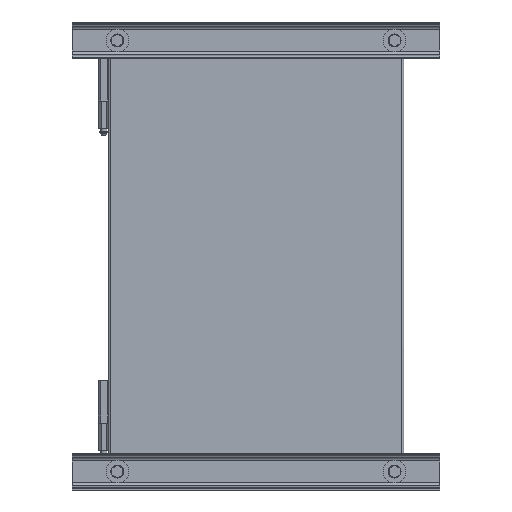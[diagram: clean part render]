
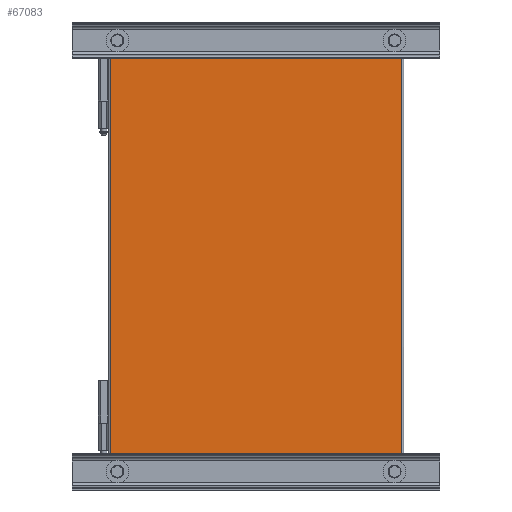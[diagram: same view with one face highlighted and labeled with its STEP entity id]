
A CAD part, front view. The second image highlights one B-rep face of the part: STEP entity #67083.
In plain terms, the highlighted face is planar.
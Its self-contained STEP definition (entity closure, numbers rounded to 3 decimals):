
#28 = CARTESIAN_POINT ( 'NONE',  ( 196.084, -365., 0. ) ) ;
#122 = CARTESIAN_POINT ( 'NONE',  ( 204., -329., 0. ) ) ;
#586 = AXIS2_PLACEMENT_3D ( 'NONE', #5592, #65191, #14176 ) ;
#830 = CARTESIAN_POINT ( 'NONE',  ( -204., -321.084, 0. ) ) ;
#2444 = EDGE_CURVE ( 'NONE', #13828, #108298, #55283, .T. ) ;
#2614 = DIRECTION ( 'NONE',  ( 0., 0., 1. ) ) ;
#2890 = LINE ( 'NONE', #27025, #90813 ) ;
#4808 = DIRECTION ( 'NONE',  ( 0., 1., 0. ) ) ;
#5226 = AXIS2_PLACEMENT_3D ( 'NONE', #70041, #2614, #62200 ) ;
#5592 = CARTESIAN_POINT ( 'NONE',  ( -204., -329., 0. ) ) ;
#5936 = EDGE_CURVE ( 'NONE', #39769, #55802, #88066, .T. ) ;
#6944 = EDGE_CURVE ( 'NONE', #84845, #29639, #23845, .T. ) ;
#7085 = ORIENTED_EDGE ( 'NONE', *, *, #31503, .T. ) ;
#7446 = LINE ( 'NONE', #19550, #95329 ) ;
#8697 = DIRECTION ( 'NONE',  ( 1., 0., 0. ) ) ;
#8916 = VECTOR ( 'NONE', #70155, 1000. ) ;
#9325 = CARTESIAN_POINT ( 'NONE',  ( -236., -321.084, 0. ) ) ;
#10935 = VECTOR ( 'NONE', #106490, 1000. ) ;
#13828 = VERTEX_POINT ( 'NONE', #50541 ) ;
#14176 = DIRECTION ( 'NONE',  ( 1., 0., 0. ) ) ;
#15792 = DIRECTION ( 'NONE',  ( -1., 0., 0. ) ) ;
#15803 = ORIENTED_EDGE ( 'NONE', *, *, #27031, .T. ) ;
#17229 = CARTESIAN_POINT ( 'NONE',  ( 204., 329., 0. ) ) ;
#19133 = CARTESIAN_POINT ( 'NONE',  ( -240., -321.084, 0. ) ) ;
#19550 = CARTESIAN_POINT ( 'NONE',  ( -240., 321.084, 0. ) ) ;
#21515 = LINE ( 'NONE', #91631, #106769 ) ;
#22518 = CARTESIAN_POINT ( 'NONE',  ( -236., -365., 0. ) ) ;
#22816 = ORIENTED_EDGE ( 'NONE', *, *, #42652, .T. ) ;
#22870 = DIRECTION ( 'NONE',  ( 0., 1., 0. ) ) ;
#23845 = LINE ( 'NONE', #28, #66524 ) ;
#25640 = DIRECTION ( 'NONE',  ( 0., -1., 0. ) ) ;
#25716 = DIRECTION ( 'NONE',  ( 1., 0., 0. ) ) ;
#26743 = FACE_OUTER_BOUND ( 'NONE', #106514, .T. ) ;
#26800 = CARTESIAN_POINT ( 'NONE',  ( -196.084, 361., 0. ) ) ;
#26924 = ORIENTED_EDGE ( 'NONE', *, *, #106864, .T. ) ;
#27025 = CARTESIAN_POINT ( 'NONE',  ( 196.084, -365., 0. ) ) ;
#27031 = EDGE_CURVE ( 'NONE', #89475, #13828, #61656, .T. ) ;
#27605 = CARTESIAN_POINT ( 'NONE',  ( 236., -321.084, 0. ) ) ;
#28067 = VECTOR ( 'NONE', #15792, 1000. ) ;
#28320 = VERTEX_POINT ( 'NONE', #33174 ) ;
#29010 = CARTESIAN_POINT ( 'NONE',  ( -240., 321.084, 0. ) ) ;
#29639 = VERTEX_POINT ( 'NONE', #81048 ) ;
#30093 = CARTESIAN_POINT ( 'NONE',  ( -196.084, -365., 0. ) ) ;
#30660 = CARTESIAN_POINT ( 'NONE',  ( 196.084, 329., 0. ) ) ;
#31111 = CARTESIAN_POINT ( 'NONE',  ( -236., 321.084, 0. ) ) ;
#31503 = EDGE_CURVE ( 'NONE', #98219, #84845, #105153, .T. ) ;
#31548 = ORIENTED_EDGE ( 'NONE', *, *, #5936, .T. ) ;
#33174 = CARTESIAN_POINT ( 'NONE',  ( -204., 321.084, 0. ) ) ;
#33507 = LINE ( 'NONE', #46902, #10935 ) ;
#33738 = LINE ( 'NONE', #60259, #79111 ) ;
#38504 = ORIENTED_EDGE ( 'NONE', *, *, #44490, .T. ) ;
#38732 = EDGE_CURVE ( 'NONE', #40775, #89475, #2890, .T. ) ;
#39769 = VERTEX_POINT ( 'NONE', #9325 ) ;
#40775 = VERTEX_POINT ( 'NONE', #91371 ) ;
#41672 = CARTESIAN_POINT ( 'NONE',  ( 204., -321.084, 0. ) ) ;
#42152 = VERTEX_POINT ( 'NONE', #49701 ) ;
#42652 = EDGE_CURVE ( 'NONE', #28320, #42152, #54349, .T. ) ;
#42735 = DIRECTION ( 'NONE',  ( 0., 0., 1. ) ) ;
#42872 = ORIENTED_EDGE ( 'NONE', *, *, #2444, .T. ) ;
#43612 = ORIENTED_EDGE ( 'NONE', *, *, #101442, .T. ) ;
#44490 = EDGE_CURVE ( 'NONE', #55802, #28320, #7446, .T. ) ;
#45114 = ORIENTED_EDGE ( 'NONE', *, *, #73697, .T. ) ;
#46102 = CARTESIAN_POINT ( 'NONE',  ( 236., 321.084, 0. ) ) ;
#46305 = EDGE_CURVE ( 'NONE', #97121, #40775, #33738, .T. ) ;
#46902 = CARTESIAN_POINT ( 'NONE',  ( -196.084, -365., 0. ) ) ;
#49701 = CARTESIAN_POINT ( 'NONE',  ( -196.084, 329., 0. ) ) ;
#50541 = CARTESIAN_POINT ( 'NONE',  ( 204., 321.084, 0. ) ) ;
#50793 = DIRECTION ( 'NONE',  ( -1., 0., 0. ) ) ;
#51122 = AXIS2_PLACEMENT_3D ( 'NONE', #17229, #76821, #25716 ) ;
#51850 = LINE ( 'NONE', #101738, #74559 ) ;
#52375 = CIRCLE ( 'NONE', #586, 7.916 ) ;
#52616 = VECTOR ( 'NONE', #65187, 1000. ) ;
#53874 = EDGE_CURVE ( 'NONE', #42152, #97121, #33507, .T. ) ;
#54217 = LINE ( 'NONE', #19133, #8916 ) ;
#54349 = CIRCLE ( 'NONE', #75265, 7.916 ) ;
#54714 = EDGE_CURVE ( 'NONE', #86465, #98219, #96066, .T. ) ;
#54772 = VERTEX_POINT ( 'NONE', #830 ) ;
#55283 = LINE ( 'NONE', #29010, #52616 ) ;
#55802 = VERTEX_POINT ( 'NONE', #31111 ) ;
#57170 = VERTEX_POINT ( 'NONE', #71849 ) ;
#58240 = VERTEX_POINT ( 'NONE', #80579 ) ;
#59705 = DIRECTION ( 'NONE',  ( 0., 0., 1. ) ) ;
#60259 = CARTESIAN_POINT ( 'NONE',  ( -240., 361., 0. ) ) ;
#61656 = CIRCLE ( 'NONE', #51122, 7.916 ) ;
#62182 = AXIS2_PLACEMENT_3D ( 'NONE', #122, #59705, #8697 ) ;
#62200 = DIRECTION ( 'NONE',  ( 1., 0., 0. ) ) ;
#64035 = ORIENTED_EDGE ( 'NONE', *, *, #105079, .T. ) ;
#65187 = DIRECTION ( 'NONE',  ( 1., 0., 0. ) ) ;
#65191 = DIRECTION ( 'NONE',  ( 0., 0., 1. ) ) ;
#65460 = VECTOR ( 'NONE', #22870, 1000. ) ;
#66524 = VECTOR ( 'NONE', #25640, 1000. ) ;
#66820 = CARTESIAN_POINT ( 'NONE',  ( -240., -321.084, 0. ) ) ;
#67083 = ADVANCED_FACE ( 'NONE', ( #26743 ), #96067, .F. ) ;
#70041 = CARTESIAN_POINT ( 'NONE',  ( -240., -365., 0. ) ) ;
#70155 = DIRECTION ( 'NONE',  ( -1., 0., 0. ) ) ;
#70337 = ORIENTED_EDGE ( 'NONE', *, *, #38732, .T. ) ;
#70756 = VECTOR ( 'NONE', #4808, 1000. ) ;
#71849 = CARTESIAN_POINT ( 'NONE',  ( -196.084, -329., 0. ) ) ;
#73697 = EDGE_CURVE ( 'NONE', #108298, #86465, #21515, .T. ) ;
#74559 = VECTOR ( 'NONE', #50793, 1000. ) ;
#75265 = AXIS2_PLACEMENT_3D ( 'NONE', #93775, #42735, #102333 ) ;
#76821 = DIRECTION ( 'NONE',  ( 0., 0., 1. ) ) ;
#77179 = ORIENTED_EDGE ( 'NONE', *, *, #46305, .T. ) ;
#77765 = DIRECTION ( 'NONE',  ( 1., 0., 0. ) ) ;
#78113 = DIRECTION ( 'NONE',  ( 0., -1., 0. ) ) ;
#78933 = ORIENTED_EDGE ( 'NONE', *, *, #103240, .T. ) ;
#79111 = VECTOR ( 'NONE', #77765, 1000. ) ;
#80579 = CARTESIAN_POINT ( 'NONE',  ( -196.084, -361., 0. ) ) ;
#81048 = CARTESIAN_POINT ( 'NONE',  ( 196.084, -361., 0. ) ) ;
#84845 = VERTEX_POINT ( 'NONE', #88337 ) ;
#86465 = VERTEX_POINT ( 'NONE', #27605 ) ;
#88066 = LINE ( 'NONE', #22518, #65460 ) ;
#88337 = CARTESIAN_POINT ( 'NONE',  ( 196.084, -329., 0. ) ) ;
#89475 = VERTEX_POINT ( 'NONE', #30660 ) ;
#90813 = VECTOR ( 'NONE', #78113, 1000. ) ;
#91371 = CARTESIAN_POINT ( 'NONE',  ( 196.084, 361., 0. ) ) ;
#91631 = CARTESIAN_POINT ( 'NONE',  ( 236., -365., 0. ) ) ;
#93353 = LINE ( 'NONE', #30093, #70756 ) ;
#93775 = CARTESIAN_POINT ( 'NONE',  ( -204., 329., 0. ) ) ;
#95329 = VECTOR ( 'NONE', #104791, 1000. ) ;
#96066 = LINE ( 'NONE', #66820, #28067 ) ;
#96067 = PLANE ( 'NONE',  #5226 ) ;
#97121 = VERTEX_POINT ( 'NONE', #26800 ) ;
#98219 = VERTEX_POINT ( 'NONE', #41672 ) ;
#98744 = ORIENTED_EDGE ( 'NONE', *, *, #6944, .T. ) ;
#100221 = DIRECTION ( 'NONE',  ( 0., -1., 0. ) ) ;
#101167 = ORIENTED_EDGE ( 'NONE', *, *, #54714, .T. ) ;
#101442 = EDGE_CURVE ( 'NONE', #57170, #54772, #52375, .T. ) ;
#101738 = CARTESIAN_POINT ( 'NONE',  ( -240., -361., 0. ) ) ;
#102333 = DIRECTION ( 'NONE',  ( 1., 0., 0. ) ) ;
#103240 = EDGE_CURVE ( 'NONE', #58240, #57170, #93353, .T. ) ;
#104791 = DIRECTION ( 'NONE',  ( 1., 0., 0. ) ) ;
#105079 = EDGE_CURVE ( 'NONE', #29639, #58240, #51850, .T. ) ;
#105153 = CIRCLE ( 'NONE', #62182, 7.916 ) ;
#106490 = DIRECTION ( 'NONE',  ( 0., 1., 0. ) ) ;
#106514 = EDGE_LOOP ( 'NONE', ( #64035, #78933, #43612, #26924, #31548, #38504, #22816, #110304, #77179, #70337, #15803, #42872, #45114, #101167, #7085, #98744 ) ) ;
#106769 = VECTOR ( 'NONE', #100221, 1000. ) ;
#106864 = EDGE_CURVE ( 'NONE', #54772, #39769, #54217, .T. ) ;
#108298 = VERTEX_POINT ( 'NONE', #46102 ) ;
#110304 = ORIENTED_EDGE ( 'NONE', *, *, #53874, .T. ) ;
